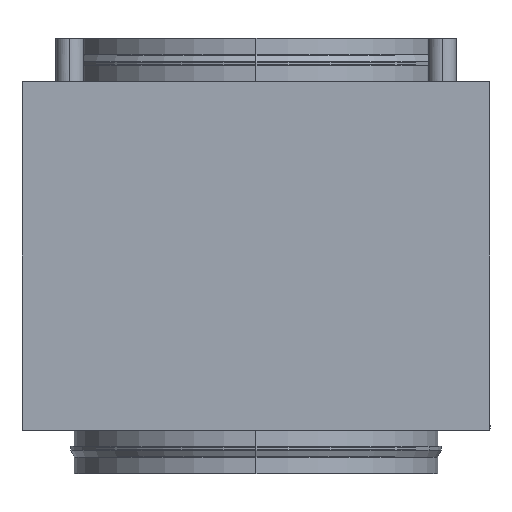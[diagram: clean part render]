
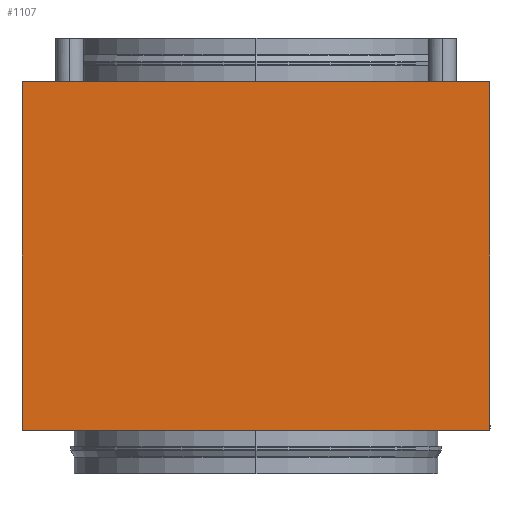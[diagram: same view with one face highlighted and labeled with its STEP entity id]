
A CAD part, left-side view. The second image highlights one B-rep face of the part: STEP entity #1107.
In plain terms, the highlighted planar face has unit normal (-1, 0, 0).
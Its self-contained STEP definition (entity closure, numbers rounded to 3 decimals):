
#996 = VERTEX_POINT ( 'NONE', #3651 ) ;
#998 = EDGE_CURVE ( 'NONE', #999, #996, #3650, .T. ) ;
#999 = VERTEX_POINT ( 'NONE', #3646 ) ;
#1030 = EDGE_LOOP ( 'NONE', ( #1031, #1032, #1033, #1034 ) ) ;
#1031 = ORIENTED_EDGE ( 'NONE', *, *, #998, .T. ) ;
#1032 = ORIENTED_EDGE ( 'NONE', *, *, #1060, .T. ) ;
#1033 = ORIENTED_EDGE ( 'NONE', *, *, #1044, .T. ) ;
#1034 = ORIENTED_EDGE ( 'NONE', *, *, #1105, .T. ) ;
#1042 = VERTEX_POINT ( 'NONE', #3711 ) ;
#1044 = EDGE_CURVE ( 'NONE', #1058, #1042, #3710, .T. ) ;
#1058 = VERTEX_POINT ( 'NONE', #3755 ) ;
#1060 = EDGE_CURVE ( 'NONE', #996, #1058, #3754, .T. ) ;
#1105 = EDGE_CURVE ( 'NONE', #1042, #999, #3875, .T. ) ;
#1107 = ADVANCED_FACE ( 'NONE', ( #3871 ), #3869, .T. ) ;
#3646 = CARTESIAN_POINT ( 'NONE',  ( -230.5, 404., -152. ) ) ;
#3647 = DIRECTION ( 'NONE',  ( 0., -1., 0. ) ) ;
#3648 = VECTOR ( 'NONE', #3647, 1000. ) ;
#3649 = CARTESIAN_POINT ( 'NONE',  ( -230.5, 404., -152. ) ) ;
#3650 = LINE ( 'NONE', #3649, #3648 ) ;
#3651 = CARTESIAN_POINT ( 'NONE',  ( -230.5, -4., -152. ) ) ;
#3707 = DIRECTION ( 'NONE',  ( 0., 1., 0. ) ) ;
#3708 = VECTOR ( 'NONE', #3707, 1000. ) ;
#3709 = CARTESIAN_POINT ( 'NONE',  ( -230.5, 404., 152. ) ) ;
#3710 = LINE ( 'NONE', #3709, #3708 ) ;
#3711 = CARTESIAN_POINT ( 'NONE',  ( -230.5, 404., 152. ) ) ;
#3751 = DIRECTION ( 'NONE',  ( 0., 0., 1. ) ) ;
#3752 = VECTOR ( 'NONE', #3751, 1000. ) ;
#3753 = CARTESIAN_POINT ( 'NONE',  ( -230.5, -4., -152. ) ) ;
#3754 = LINE ( 'NONE', #3753, #3752 ) ;
#3755 = CARTESIAN_POINT ( 'NONE',  ( -230.5, -4., 152. ) ) ;
#3865 = DIRECTION ( 'NONE',  ( 0., -1., 0. ) ) ;
#3866 = DIRECTION ( 'NONE',  ( -1., 0., 0. ) ) ;
#3867 = CARTESIAN_POINT ( 'NONE',  ( -230.5, -4., -152. ) ) ;
#3868 = AXIS2_PLACEMENT_3D ( 'NONE', #3867, #3866, #3865 ) ;
#3869 = PLANE ( 'NONE',  #3868 ) ;
#3871 = FACE_OUTER_BOUND ( 'NONE', #1030, .T. ) ;
#3872 = DIRECTION ( 'NONE',  ( 0., 0., -1. ) ) ;
#3873 = VECTOR ( 'NONE', #3872, 1000. ) ;
#3874 = CARTESIAN_POINT ( 'NONE',  ( -230.5, 404., -152. ) ) ;
#3875 = LINE ( 'NONE', #3874, #3873 ) ;
